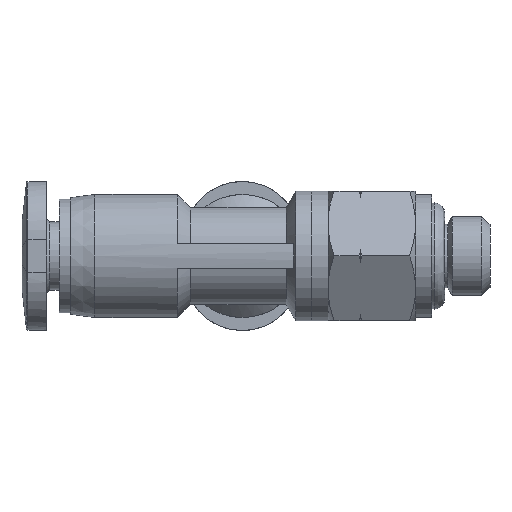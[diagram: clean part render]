
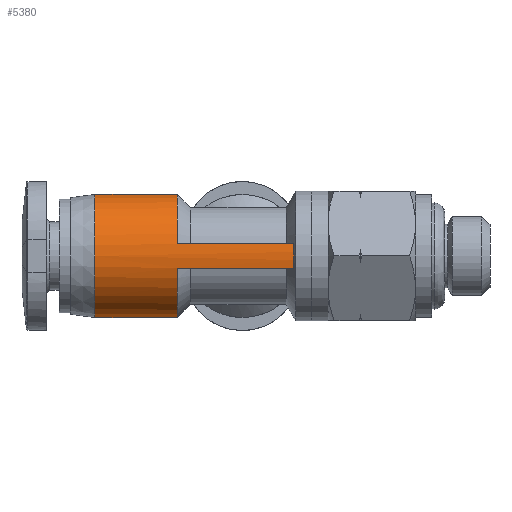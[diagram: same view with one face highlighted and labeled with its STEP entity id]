
A CAD part, left-side view. The second image highlights one B-rep face of the part: STEP entity #5380.
In plain terms, the highlighted cylindrical face has radius 3.8 mm (diameter 7.6 mm), a partial arc.
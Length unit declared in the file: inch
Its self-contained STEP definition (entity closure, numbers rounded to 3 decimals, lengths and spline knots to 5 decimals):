
#118 = DIRECTION ( 'NONE',  ( 0., -1., 0. ) ) ;
#425 = LINE ( 'NONE', #3535, #4039 ) ;
#599 = EDGE_CURVE ( 'NONE', #2139, #6768, #2517, .T. ) ;
#730 = DIRECTION ( 'NONE',  ( 0., 0., -1. ) ) ;
#768 = CIRCLE ( 'NONE', #5690, 0.14961 ) ;
#787 = DIRECTION ( 'NONE',  ( 0., 1., 0. ) ) ;
#928 = VERTEX_POINT ( 'NONE', #3741 ) ;
#1023 = AXIS2_PLACEMENT_3D ( 'NONE', #4630, #1288, #5164 ) ;
#1061 = CARTESIAN_POINT ( 'NONE',  ( 0., 0.32677, -0.14961 ) ) ;
#1108 = DIRECTION ( 'NONE',  ( 0., -1., 0. ) ) ;
#1206 = AXIS2_PLACEMENT_3D ( 'NONE', #4171, #787, #730 ) ;
#1288 = DIRECTION ( 'NONE',  ( 0., 1., 0. ) ) ;
#1435 = EDGE_CURVE ( 'NONE', #5175, #1987, #4337, .T. ) ;
#1548 = EDGE_CURVE ( 'NONE', #928, #5175, #5090, .T. ) ;
#1622 = ORIENTED_EDGE ( 'NONE', *, *, #1435, .T. ) ;
#1731 = DIRECTION ( 'NONE',  ( 0., 0., -1. ) ) ;
#1751 = ORIENTED_EDGE ( 'NONE', *, *, #599, .T. ) ;
#1987 = VERTEX_POINT ( 'NONE', #3968 ) ;
#2017 = ORIENTED_EDGE ( 'NONE', *, *, #6194, .T. ) ;
#2139 = VERTEX_POINT ( 'NONE', #5509 ) ;
#2181 = ORIENTED_EDGE ( 'NONE', *, *, #3732, .F. ) ;
#2284 = DIRECTION ( 'NONE',  ( 0., -1., 0. ) ) ;
#2307 = VECTOR ( 'NONE', #2894, 39.37008 ) ;
#2517 = LINE ( 'NONE', #3331, #5441 ) ;
#2652 = CARTESIAN_POINT ( 'NONE',  ( 0., 0.32677, 0.14961 ) ) ;
#2850 = VERTEX_POINT ( 'NONE', #5632 ) ;
#2894 = DIRECTION ( 'NONE',  ( 0., -1., 0. ) ) ;
#2940 = CYLINDRICAL_SURFACE ( 'NONE', #6579, 0.14961 ) ;
#3104 = CIRCLE ( 'NONE', #1023, 0.14961 ) ;
#3245 = VERTEX_POINT ( 'NONE', #5409 ) ;
#3325 = DIRECTION ( 'NONE',  ( 0., 1., 0. ) ) ;
#3331 = CARTESIAN_POINT ( 'NONE',  ( -0.14666, 0.32677, 0.02953 ) ) ;
#3535 = CARTESIAN_POINT ( 'NONE',  ( 0., 0.32677, 0.14961 ) ) ;
#3732 = EDGE_CURVE ( 'NONE', #928, #3245, #768, .T. ) ;
#3741 = CARTESIAN_POINT ( 'NONE',  ( 0., 0.52756, -0.14961 ) ) ;
#3849 = VERTEX_POINT ( 'NONE', #2652 ) ;
#3968 = CARTESIAN_POINT ( 'NONE',  ( -0.14666, 0.32677, -0.02953 ) ) ;
#4011 = EDGE_LOOP ( 'NONE', ( #4590, #2181, #4565, #1622, #6330, #6472, #1751, #2017 ) ) ;
#4039 = VECTOR ( 'NONE', #118, 39.37008 ) ;
#4171 = CARTESIAN_POINT ( 'NONE',  ( 0., 0.32677, 0. ) ) ;
#4337 = CIRCLE ( 'NONE', #1206, 0.14961 ) ;
#4471 = CARTESIAN_POINT ( 'NONE',  ( 0., 0.04392, 0. ) ) ;
#4565 = ORIENTED_EDGE ( 'NONE', *, *, #1548, .T. ) ;
#4568 = FACE_OUTER_BOUND ( 'NONE', #4011, .T. ) ;
#4590 = ORIENTED_EDGE ( 'NONE', *, *, #5511, .F. ) ;
#4630 = CARTESIAN_POINT ( 'NONE',  ( 0., 0.32677, 0. ) ) ;
#4807 = AXIS2_PLACEMENT_3D ( 'NONE', #4471, #1108, #5008 ) ;
#4908 = CIRCLE ( 'NONE', #4807, 0.14961 ) ;
#4967 = DIRECTION ( 'NONE',  ( 0., -1., 0. ) ) ;
#5008 = DIRECTION ( 'NONE',  ( -1., 0., 0. ) ) ;
#5065 = LINE ( 'NONE', #6644, #2307 ) ;
#5090 = LINE ( 'NONE', #1061, #6489 ) ;
#5164 = DIRECTION ( 'NONE',  ( 0., 0., -1. ) ) ;
#5175 = VERTEX_POINT ( 'NONE', #6926 ) ;
#5282 = EDGE_CURVE ( 'NONE', #2139, #2850, #4908, .T. ) ;
#5313 = CARTESIAN_POINT ( 'NONE',  ( -0.14666, 0.32677, 0.02953 ) ) ;
#5380 = ADVANCED_FACE ( 'NONE', ( #4568 ), #2940, .T. ) ;
#5409 = CARTESIAN_POINT ( 'NONE',  ( 0., 0.52756, 0.14961 ) ) ;
#5441 = VECTOR ( 'NONE', #6543, 39.37008 ) ;
#5509 = CARTESIAN_POINT ( 'NONE',  ( -0.14666, 0.04392, 0.02953 ) ) ;
#5511 = EDGE_CURVE ( 'NONE', #3245, #3849, #425, .T. ) ;
#5632 = CARTESIAN_POINT ( 'NONE',  ( -0.14666, 0.04392, -0.02953 ) ) ;
#5690 = AXIS2_PLACEMENT_3D ( 'NONE', #6538, #3325, #7086 ) ;
#6067 = EDGE_CURVE ( 'NONE', #1987, #2850, #5065, .T. ) ;
#6078 = CARTESIAN_POINT ( 'NONE',  ( 0., 0.32677, 0. ) ) ;
#6194 = EDGE_CURVE ( 'NONE', #6768, #3849, #3104, .T. ) ;
#6330 = ORIENTED_EDGE ( 'NONE', *, *, #6067, .T. ) ;
#6472 = ORIENTED_EDGE ( 'NONE', *, *, #5282, .F. ) ;
#6489 = VECTOR ( 'NONE', #4967, 39.37008 ) ;
#6538 = CARTESIAN_POINT ( 'NONE',  ( 0., 0.52756, 0. ) ) ;
#6543 = DIRECTION ( 'NONE',  ( 0., 1., 0. ) ) ;
#6579 = AXIS2_PLACEMENT_3D ( 'NONE', #6078, #2284, #1731 ) ;
#6644 = CARTESIAN_POINT ( 'NONE',  ( -0.14666, 0.32677, -0.02953 ) ) ;
#6768 = VERTEX_POINT ( 'NONE', #5313 ) ;
#6926 = CARTESIAN_POINT ( 'NONE',  ( 0., 0.32677, -0.14961 ) ) ;
#7086 = DIRECTION ( 'NONE',  ( -1., 0., 0. ) ) ;
